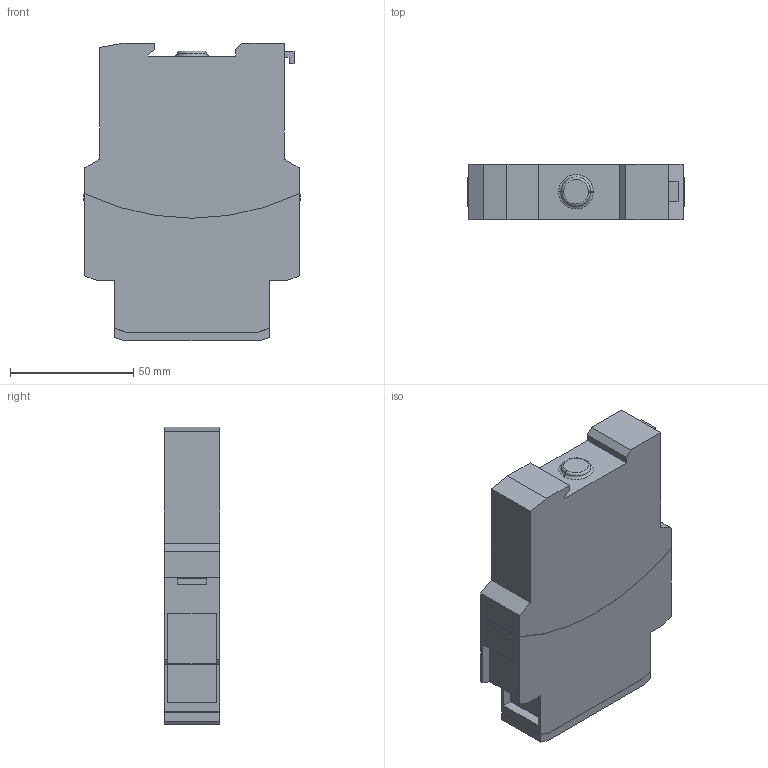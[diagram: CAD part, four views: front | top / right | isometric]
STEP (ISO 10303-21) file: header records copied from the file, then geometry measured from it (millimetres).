
FILE_DESCRIPTION(('STEP AP214'),'1');
FILE_NAME('pnoz_x2_8p_24-240vac_dc.stp','2017-04-24T06:47:32',('TraceParts'),('TraceParts S.A.'),'Spatial InterOp 3D',' ',' ');
FILE_SCHEMA(('automotive_design'));
Length unit declared in the file: millimetre
Products named in the file (2): pnoz_x2_8p_24-240vac_dc_1; 1
Bounding box: 87.8 x 22.5 x 120.6 mm (x, y, z)
Volume: 199418.8 mm3; surface area: 29155.5 mm2
Topology: 1 solids, 1 shells, 125 faces, 346 edges, 244 vertices
Faces by surface type: plane 109, torus 8, cylinder 8
Entity records: 6666 total; most frequent: CARTESIAN_POINT 693, ORIENTED_EDGE 668, DIRECTION 636, STYLED_ITEM 466, PRESENTATION_STYLE_ASSIGNMENT 466, COLOUR_RGB 466, CURVE_STYLE 340, DRAUGHTING_PRE_DEFINED_CURVE_FONT 340
